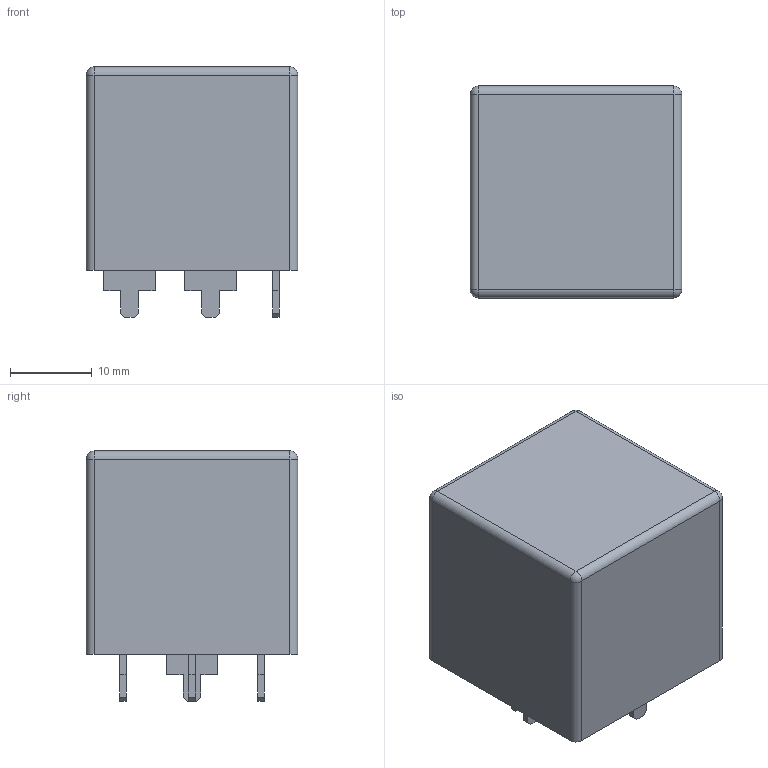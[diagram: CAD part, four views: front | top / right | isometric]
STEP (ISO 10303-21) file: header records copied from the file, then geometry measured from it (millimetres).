
FILE_DESCRIPTION(/* description */ (''),/* implementation_level */ '2;1');
FILE_NAME(/* name */ 'Power Relay F4.step',/* time_stamp */ '2020-06-14T14:19:00+09:00',/* author */ (''),/* organization */ (''),/* preprocessor_version */ 'ST-DEVELOPER v18.1',/* originating_system */ 'Autodesk Translation Framework v9.3.0.1241',/* authorisation */ '');
FILE_SCHEMA (('AUTOMOTIVE_DESIGN { 1 0 10303 214 3 1 1 }'));
Length unit declared in the file: millimetre
Products named in the file (9): hogehoge; body; コンポーネント12; コンポーネント13; pin1; コンポーネント15; pin3; pin2; pin4
Assembly tree (8 placements, depth 2):
  hogehoge
    body
    コンポーネント12
    コンポーネント13
    pin1
    コンポーネント15
    pin3
    pin2
    pin4
Bounding box: 25.9 x 25.9 x 30.6 mm (x, y, z)
Volume: 16731.8 mm3; surface area: 4086.6 mm2
Topology: 5 solids, 5 shells, 66 faces, 156 edges, 100 vertices
Faces by surface type: plane 54, cylinder 8, sphere 4
Entity records: 2148 total; most frequent: CARTESIAN_POINT 339, DIRECTION 338, ORIENTED_EDGE 312, EDGE_CURVE 156, LINE 140, VECTOR 140, VERTEX_POINT 100, AXIS2_PLACEMENT_3D 99
